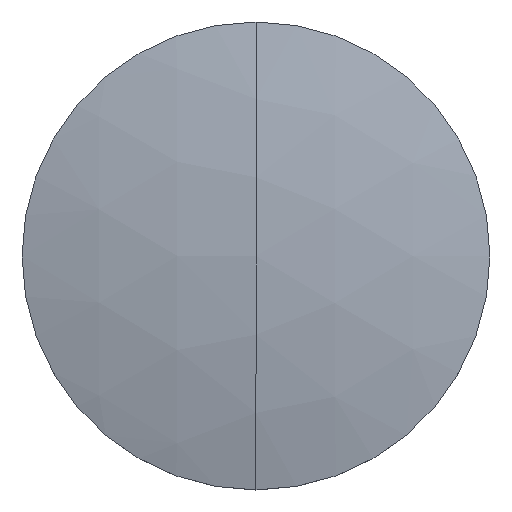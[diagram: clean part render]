
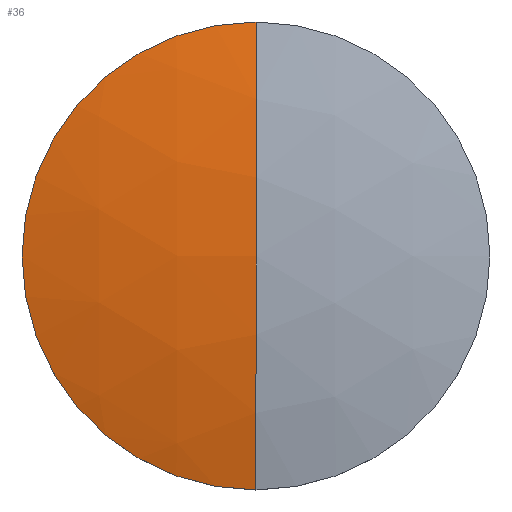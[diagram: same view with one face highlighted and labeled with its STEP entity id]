
A CAD part, top view. The second image highlights one B-rep face of the part: STEP entity #36.
In plain terms, the highlighted spherical face has radius 103.01 mm.
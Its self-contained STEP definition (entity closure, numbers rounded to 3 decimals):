
#6 = VERTEX_POINT ( 'NONE', #76 ) ;
#7 = ORIENTED_EDGE ( 'NONE', *, *, #58, .T. ) ;
#10 = VERTEX_POINT ( 'NONE', #120 ) ;
#12 = VERTEX_POINT ( 'NONE', #119 ) ;
#28 = ORIENTED_EDGE ( 'NONE', *, *, #29, .F. ) ;
#29 = EDGE_CURVE ( 'NONE', #12, #59, #250, .T. ) ;
#30 = EDGE_CURVE ( 'NONE', #12, #10, #239, .T. ) ;
#36 = ADVANCED_FACE ( 'NONE', ( #167 ), #198, .T. ) ;
#37 = EDGE_LOOP ( 'NONE', ( #38, #39, #7, #28 ) ) ;
#38 = ORIENTED_EDGE ( 'NONE', *, *, #30, .T. ) ;
#39 = ORIENTED_EDGE ( 'NONE', *, *, #40, .T. ) ;
#40 = EDGE_CURVE ( 'NONE', #10, #6, #207, .T. ) ;
#58 = EDGE_CURVE ( 'NONE', #6, #59, #140, .T. ) ;
#59 = VERTEX_POINT ( 'NONE', #136 ) ;
#76 = CARTESIAN_POINT ( 'NONE',  ( 0., -25.4, -0.091 ) ) ;
#119 = CARTESIAN_POINT ( 'NONE',  ( 0., 25.4, -0.091 ) ) ;
#120 = CARTESIAN_POINT ( 'NONE',  ( -25.4, 0., -0.091 ) ) ;
#136 = CARTESIAN_POINT ( 'NONE',  ( 0., 0., 3.09 ) ) ;
#137 = DIRECTION ( 'NONE',  ( 0., -1., 0. ) ) ;
#138 = DIRECTION ( 'NONE',  ( -1., 0., 0. ) ) ;
#139 = AXIS2_PLACEMENT_3D ( 'NONE', #202, #138, #137 ) ;
#140 = CIRCLE ( 'NONE', #139, 103.01 ) ;
#141 = DIRECTION ( 'NONE',  ( 1., 0., 0. ) ) ;
#142 = DIRECTION ( 'NONE',  ( 0., 0., 1. ) ) ;
#167 = FACE_OUTER_BOUND ( 'NONE', #37, .T. ) ;
#198 = SPHERICAL_SURFACE ( 'NONE', #206, 103.01 ) ;
#200 = CARTESIAN_POINT ( 'NONE',  ( 0., 0., -0.091 ) ) ;
#201 = AXIS2_PLACEMENT_3D ( 'NONE', #200, #142, #141 ) ;
#202 = CARTESIAN_POINT ( 'NONE',  ( 0., 0., -99.92 ) ) ;
#203 = DIRECTION ( 'NONE',  ( 0., 1., 0. ) ) ;
#204 = DIRECTION ( 'NONE',  ( -1., 0., 0. ) ) ;
#205 = CARTESIAN_POINT ( 'NONE',  ( 0., 0., -99.92 ) ) ;
#206 = AXIS2_PLACEMENT_3D ( 'NONE', #205, #204, #203 ) ;
#207 = CIRCLE ( 'NONE', #201, 25.4 ) ;
#209 = DIRECTION ( 'NONE',  ( 0., 0., -1. ) ) ;
#210 = DIRECTION ( 'NONE',  ( 1., 0., 0. ) ) ;
#211 = AXIS2_PLACEMENT_3D ( 'NONE', #249, #210, #209 ) ;
#236 = DIRECTION ( 'NONE',  ( 1., 0., 0. ) ) ;
#237 = DIRECTION ( 'NONE',  ( 0., 0., 1. ) ) ;
#238 = AXIS2_PLACEMENT_3D ( 'NONE', #251, #237, #236 ) ;
#239 = CIRCLE ( 'NONE', #238, 25.4 ) ;
#249 = CARTESIAN_POINT ( 'NONE',  ( 0., 0., -99.92 ) ) ;
#250 = CIRCLE ( 'NONE', #211, 103.01 ) ;
#251 = CARTESIAN_POINT ( 'NONE',  ( 0., 0., -0.091 ) ) ;
